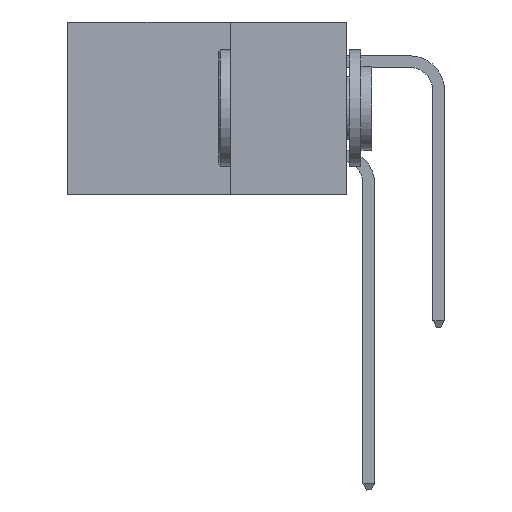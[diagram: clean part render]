
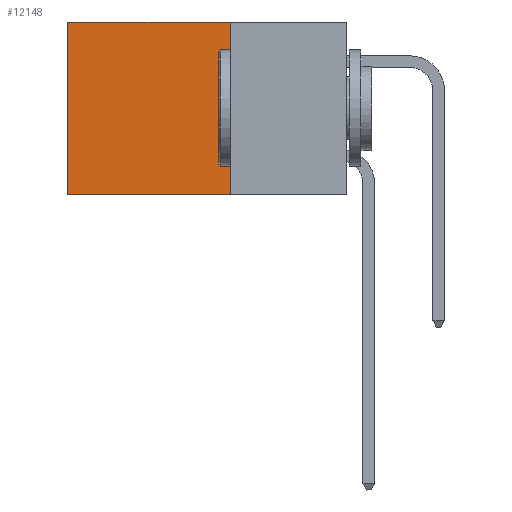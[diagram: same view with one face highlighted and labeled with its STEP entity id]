
A CAD part, left-side view. The second image highlights one B-rep face of the part: STEP entity #12148.
In plain terms, the highlighted planar face has unit normal (-1, 0, 0).
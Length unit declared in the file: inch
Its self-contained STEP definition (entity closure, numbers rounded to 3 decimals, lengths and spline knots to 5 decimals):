
#76 = ORIENTED_EDGE ( 'NONE', *, *, #22391, .T. ) ;
#726 = LINE ( 'NONE', #22922, #6948 ) ;
#1899 = VECTOR ( 'NONE', #21946, 39.37008 ) ;
#3342 = PLANE ( 'NONE',  #24626 ) ;
#3458 = CARTESIAN_POINT ( 'NONE',  ( 0.2875, 0.25, -0.37 ) ) ;
#3593 = ORIENTED_EDGE ( 'NONE', *, *, #4222, .T. ) ;
#4222 = EDGE_CURVE ( 'NONE', #17292, #6445, #5707, .T. ) ;
#5152 = VECTOR ( 'NONE', #14603, 39.37008 ) ;
#5228 = DIRECTION ( 'NONE',  ( 0., 0., -1. ) ) ;
#5285 = EDGE_LOOP ( 'NONE', ( #3593, #6257, #18433, #76 ) ) ;
#5397 = VERTEX_POINT ( 'NONE', #19473 ) ;
#5707 = LINE ( 'NONE', #14744, #5152 ) ;
#6257 = ORIENTED_EDGE ( 'NONE', *, *, #12997, .F. ) ;
#6445 = VERTEX_POINT ( 'NONE', #10726 ) ;
#6574 = VERTEX_POINT ( 'NONE', #3458 ) ;
#6948 = VECTOR ( 'NONE', #11436, 39.37008 ) ;
#8415 = CARTESIAN_POINT ( 'NONE',  ( 0.2875, 0.25, -0.37 ) ) ;
#8898 = EDGE_CURVE ( 'NONE', #5397, #6574, #20161, .T. ) ;
#10726 = CARTESIAN_POINT ( 'NONE',  ( 0.2875, 0.6, -0.37 ) ) ;
#11436 = DIRECTION ( 'NONE',  ( 0., 1., 0. ) ) ;
#11852 = FACE_OUTER_BOUND ( 'NONE', #5285, .T. ) ;
#12148 = ADVANCED_FACE ( 'NONE', ( #11852 ), #3342, .F. ) ;
#12945 = CARTESIAN_POINT ( 'NONE',  ( 0.2875, 0.25, 0. ) ) ;
#12997 = EDGE_CURVE ( 'NONE', #6574, #6445, #17180, .T. ) ;
#14603 = DIRECTION ( 'NONE',  ( 0., 0., -1. ) ) ;
#14744 = CARTESIAN_POINT ( 'NONE',  ( 0.2875, 0.6, 0. ) ) ;
#15011 = VECTOR ( 'NONE', #23536, 39.37008 ) ;
#16095 = CARTESIAN_POINT ( 'NONE',  ( 0.2875, 0.6, 0. ) ) ;
#16713 = DIRECTION ( 'NONE',  ( 1., 0., 0. ) ) ;
#17180 = LINE ( 'NONE', #8415, #1899 ) ;
#17292 = VERTEX_POINT ( 'NONE', #16095 ) ;
#18433 = ORIENTED_EDGE ( 'NONE', *, *, #8898, .F. ) ;
#19473 = CARTESIAN_POINT ( 'NONE',  ( 0.2875, 0.25, 0. ) ) ;
#20161 = LINE ( 'NONE', #21721, #15011 ) ;
#21721 = CARTESIAN_POINT ( 'NONE',  ( 0.2875, 0.25, 0. ) ) ;
#21946 = DIRECTION ( 'NONE',  ( 0., 1., 0. ) ) ;
#22391 = EDGE_CURVE ( 'NONE', #5397, #17292, #726, .T. ) ;
#22922 = CARTESIAN_POINT ( 'NONE',  ( 0.2875, 0.25, 0. ) ) ;
#23536 = DIRECTION ( 'NONE',  ( 0., 0., -1. ) ) ;
#24626 = AXIS2_PLACEMENT_3D ( 'NONE', #12945, #16713, #5228 ) ;
